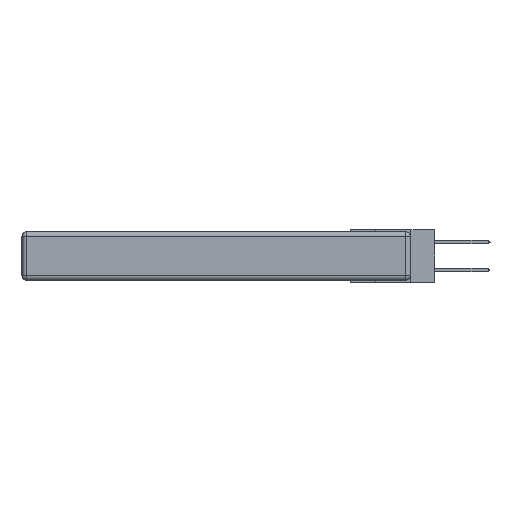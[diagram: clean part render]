
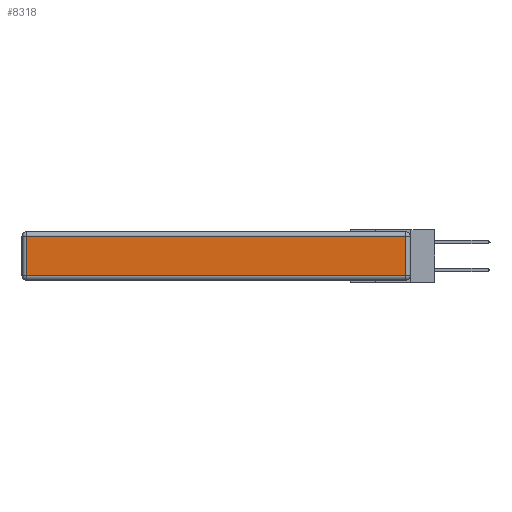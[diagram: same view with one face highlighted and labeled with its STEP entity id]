
A CAD part, left-side view. The second image highlights one B-rep face of the part: STEP entity #8318.
In plain terms, the highlighted planar face has unit normal (-1, 0, 0).
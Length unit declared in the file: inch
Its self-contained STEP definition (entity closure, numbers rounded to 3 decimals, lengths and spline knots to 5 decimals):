
#38 = ORIENTED_EDGE ( 'NONE', *, *, #1230, .T. ) ;
#1230 = EDGE_CURVE ( 'NONE', #13216, #22896, #21019, .T. ) ;
#1442 = DIRECTION ( 'NONE',  ( 0., 1., 0. ) ) ;
#2001 = EDGE_CURVE ( 'NONE', #5491, #14151, #7303, .T. ) ;
#2049 = CARTESIAN_POINT ( 'NONE',  ( 0., 0., -0.313 ) ) ;
#2892 = CARTESIAN_POINT ( 'NONE',  ( 0., 2.72, -0.03 ) ) ;
#3343 = CARTESIAN_POINT ( 'NONE',  ( 0., 0.03, -0.313 ) ) ;
#3399 = VECTOR ( 'NONE', #23141, 39.37008 ) ;
#4130 = LINE ( 'NONE', #11951, #17586 ) ;
#4791 = CARTESIAN_POINT ( 'NONE',  ( 0., 2.75, -0.03 ) ) ;
#4934 = DIRECTION ( 'NONE',  ( 0., 0., 1. ) ) ;
#5201 = CARTESIAN_POINT ( 'NONE',  ( 0., 0.03, -0.343 ) ) ;
#5443 = EDGE_LOOP ( 'NONE', ( #38, #11786, #5801, #14575 ) ) ;
#5491 = VERTEX_POINT ( 'NONE', #22637 ) ;
#5801 = ORIENTED_EDGE ( 'NONE', *, *, #2001, .T. ) ;
#7303 = LINE ( 'NONE', #4791, #13200 ) ;
#7633 = DIRECTION ( 'NONE',  ( 0., -1., 0. ) ) ;
#7890 = EDGE_CURVE ( 'NONE', #14151, #13216, #4130, .T. ) ;
#8318 = ADVANCED_FACE ( 'NONE', ( #9160 ), #17179, .T. ) ;
#8805 = CARTESIAN_POINT ( 'NONE',  ( 0., 2.72, -0.313 ) ) ;
#9160 = FACE_OUTER_BOUND ( 'NONE', #5443, .T. ) ;
#10168 = AXIS2_PLACEMENT_3D ( 'NONE', #15680, #13721, #4934 ) ;
#11786 = ORIENTED_EDGE ( 'NONE', *, *, #15365, .T. ) ;
#11951 = CARTESIAN_POINT ( 'NONE',  ( 0., 2.72, -0.343 ) ) ;
#13200 = VECTOR ( 'NONE', #1442, 39.37008 ) ;
#13216 = VERTEX_POINT ( 'NONE', #8805 ) ;
#13721 = DIRECTION ( 'NONE',  ( -1., 0., 0. ) ) ;
#14151 = VERTEX_POINT ( 'NONE', #2892 ) ;
#14358 = LINE ( 'NONE', #5201, #3399 ) ;
#14575 = ORIENTED_EDGE ( 'NONE', *, *, #7890, .T. ) ;
#15365 = EDGE_CURVE ( 'NONE', #22896, #5491, #14358, .T. ) ;
#15680 = CARTESIAN_POINT ( 'NONE',  ( 0., 0., -0.343 ) ) ;
#16874 = VECTOR ( 'NONE', #7633, 39.37008 ) ;
#17179 = PLANE ( 'NONE',  #10168 ) ;
#17586 = VECTOR ( 'NONE', #22770, 39.37008 ) ;
#21019 = LINE ( 'NONE', #2049, #16874 ) ;
#22637 = CARTESIAN_POINT ( 'NONE',  ( 0., 0.03, -0.03 ) ) ;
#22770 = DIRECTION ( 'NONE',  ( 0., 0., -1. ) ) ;
#22896 = VERTEX_POINT ( 'NONE', #3343 ) ;
#23141 = DIRECTION ( 'NONE',  ( 0., 0., 1. ) ) ;
